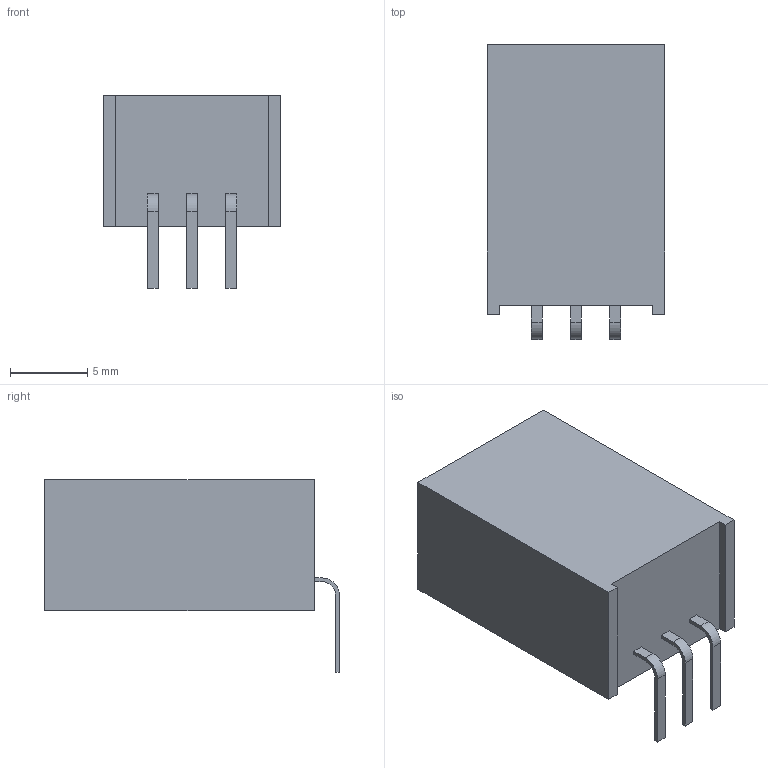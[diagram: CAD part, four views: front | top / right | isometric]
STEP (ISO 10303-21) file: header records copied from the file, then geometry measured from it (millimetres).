
FILE_DESCRIPTION(('FreeCAD Model'),'2;1');
FILE_NAME('recom right angle.step', '2017-04-26T10:27:27',('kicad StepUp'),('ksu MCAD'), 'Open CASCADE STEP processor 6.8','FreeCAD','Unknown');
FILE_SCHEMA(('AUTOMOTIVE_DESIGN_CC2 { 1 2 10303 214 -1 1 5 4 }'));
Length unit declared in the file: millimetre
Products named in the file (1): recom_right_angle
Bounding box: 11.5 x 19.12 x 12.5 mm (x, y, z)
Volume: 1667.9 mm3; surface area: 937.4 mm2
Topology: 1 solids, 1 shells, 37 faces, 96 edges, 64 vertices
Faces by surface type: plane 31, cylinder 6
Entity records: 1394 total; most frequent: CARTESIAN_POINT 198, ORIENTED_EDGE 192, DIRECTION 184, EDGE_CURVE 96, LINE 84, VECTOR 84, VERTEX_POINT 64, AXIS2_PLACEMENT_3D 50
